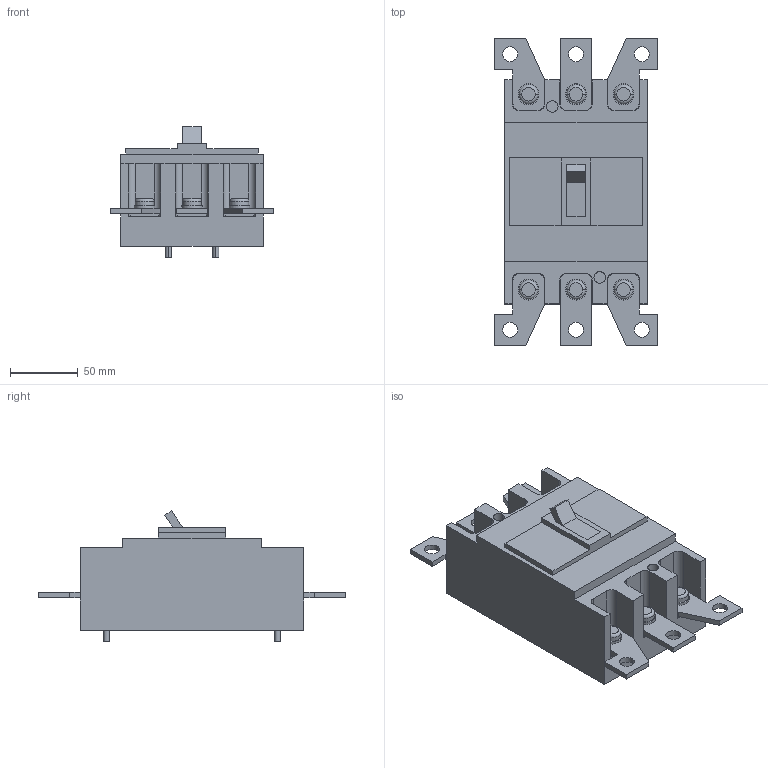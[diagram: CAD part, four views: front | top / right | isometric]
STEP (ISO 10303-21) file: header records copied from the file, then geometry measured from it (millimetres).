
FILE_DESCRIPTION(('CoCreate Modeling STEP Export'),'2;1');
FILE_NAME('Ｓ２２５ＮＦ３ＦＢ.stp','2016-03-31T13:54:58',(''),(''),'CoCreate Modeling STEP processor for AP214 (Solid Model)','CoCreate Modeling 17.0 01-Apr-2010 (C) Parametric Technology GmbH','');
FILE_SCHEMA(('AUTOMOTIVE_DESIGN { 1 0 10303 214 1 1 1 1 }'));
Length unit declared in the file: millimetre
Products named in the file (11): p5.5; p1; p2; p3.3; p4.5; p5; p5.1; p5.2; p5.3; p5.4; Ｓ２２５ＮＦ３ＦＢ
Assembly tree (21 placements, depth 2):
  Ｓ２２５ＮＦ３ＦＢ
    p5.4
    p5.3
    p5.2
    p5.1
    p5
    p4.5  x6
    p3.3  x6
    p2  x2
    p1
    p5.5
Bounding box: 120 x 226 x 96 mm (x, y, z)
Volume: 1071285 mm3; surface area: 118776.8 mm2
Topology: 21 solids, 21 shells, 323 faces, 755 edges, 498 vertices
Faces by surface type: plane 175, cylinder 136, torus 12
Entity records: 6851 total; most frequent: ORIENTED_EDGE 1026, CARTESIAN_POINT 982, DIRECTION 945, EDGE_CURVE 513, VERTEX_POINT 340, VECTOR 339, LINE 339, AXIS2_PLACEMENT_3D 303
